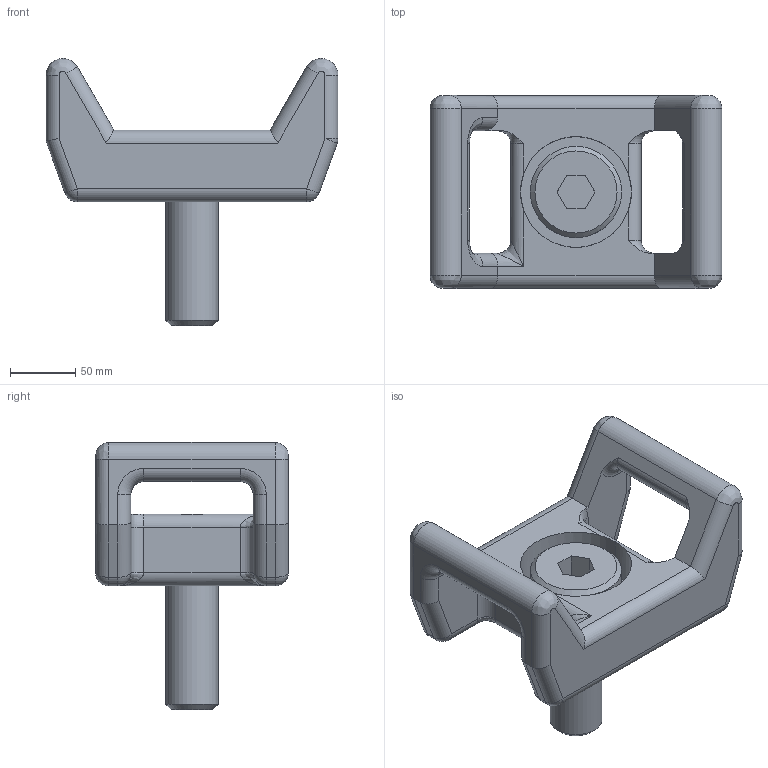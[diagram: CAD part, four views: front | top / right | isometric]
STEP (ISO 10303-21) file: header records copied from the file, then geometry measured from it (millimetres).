
FILE_DESCRIPTION(/* description */ (''),/* implementation_level */ '2;1');
FILE_NAME(/* name */ '66-100-3.stp',/* time_stamp */ '2024-05-02T13:19:48-04:00',/* author */ ('jmurphy'),/* organization */ (''),/* preprocessor_version */ 'ST-DEVELOPER v18.1',/* originating_system */ 'AutoCAD Mechanical',/* authorisation */ '');
FILE_SCHEMA (('AUTOMOTIVE_DESIGN { 1 0 10303 214 3 1 1 }'));
Length unit declared in the file: centimetre
Products named in the file (1): Product
Bounding box: 224 x 148 x 205 mm (x, y, z)
Volume: 1465787.3 mm3; surface area: 159248.7 mm2
Topology: 2 solids, 2 shells, 129 faces, 307 edges, 165 vertices
Faces by surface type: cylinder 62, plane 32, bspline 13, sphere 12, torus 8, cone 2
Full cylindrical faces by diameter (mm): 40 x1, 70 x1
Entity records: 4831 total; most frequent: CARTESIAN_POINT 1966, DIRECTION 612, ORIENTED_EDGE 584, EDGE_CURVE 292, AXIS2_PLACEMENT_3D 231, VERTEX_POINT 165, LINE 150, VECTOR 150
